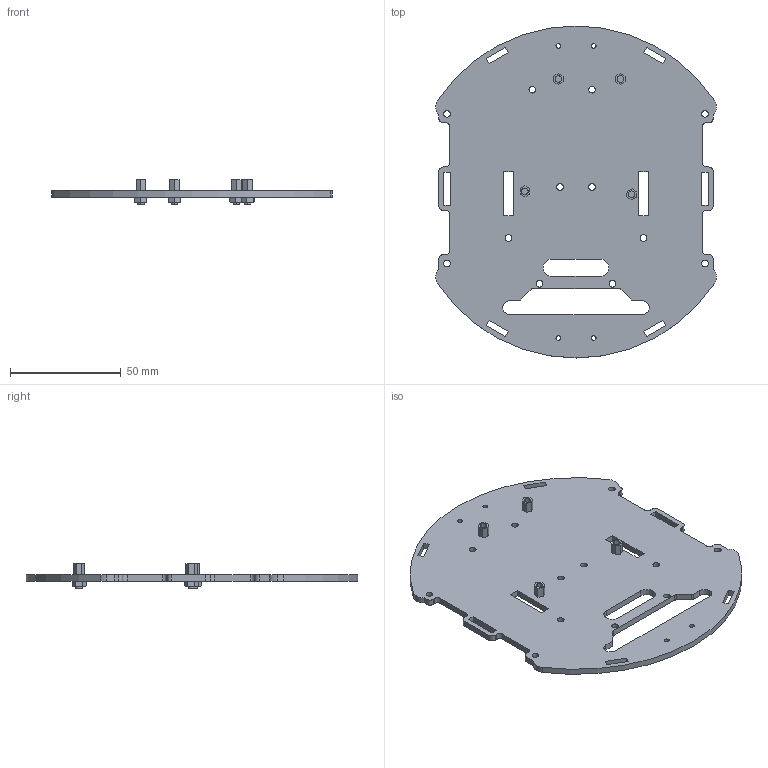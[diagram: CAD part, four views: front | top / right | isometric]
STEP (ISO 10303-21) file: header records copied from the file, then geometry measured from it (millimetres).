
FILE_DESCRIPTION (( 'STEP AP214' ), '1' );
FILE_NAME ('Buoc 1.STEP', '2018-01-26T08:17:04', ( 'Admin' ), ( 'Microsoft' ), 'SwSTEP 2.0', 'SolidWorks 2016', '' );
FILE_SCHEMA (( 'AUTOMOTIVE_DESIGN' ));
Length unit declared in the file: millimetre
Products named in the file (4): hex nut style 1 gradeab_iso_ISO - 4032 - M3 - D - N; Tru dong` 5; Tam duoi; Buoc 1
Assembly tree (9 placements, depth 2):
  Buoc 1
    Tam duoi
    Tru dong` 5  x4
    hex nut style 1 gradeab_iso_ISO - 4032 - M3 - D - N  x4
Bounding box: 126.88 x 150 x 11 mm (x, y, z)
Volume: 40944.7 mm3; surface area: 33335.7 mm2
Topology: 13 solids, 13 shells, 302 faces, 756 edges, 480 vertices
Faces by surface type: plane 132, cylinder 106, cone 64
Entity records: 6039 total; most frequent: CARTESIAN_POINT 1096, DIRECTION 1016, ORIENTED_EDGE 972, EDGE_CURVE 486, AXIS2_PLACEMENT_3D 366, VERTEX_POINT 318, LINE 284, VECTOR 284
